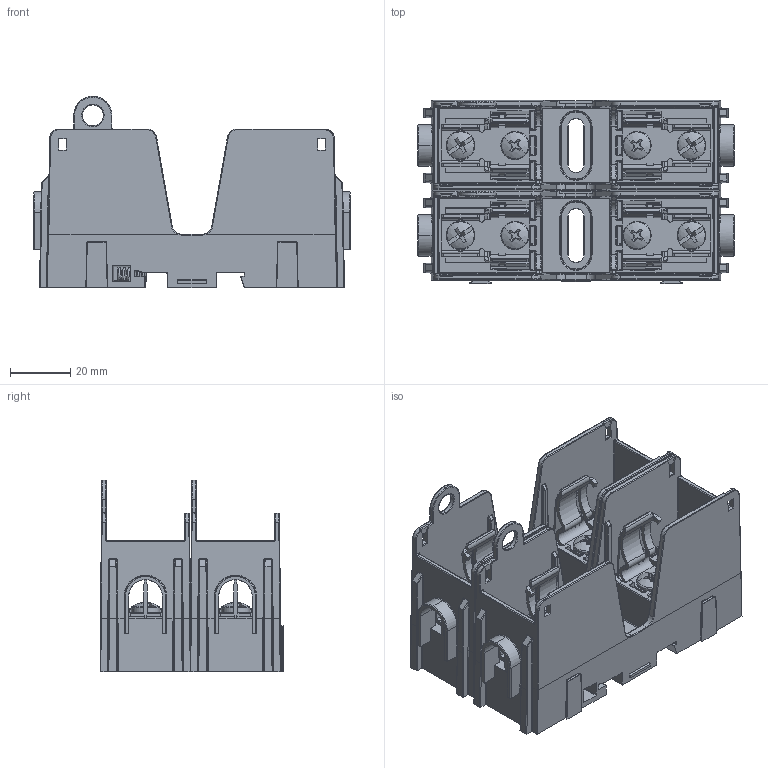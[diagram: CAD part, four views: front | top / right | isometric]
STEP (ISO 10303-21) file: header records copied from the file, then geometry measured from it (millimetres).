
FILE_DESCRIPTION (( 'STEP AP214' ), '1' );
FILE_NAME ('OUT-380445-2.STEP', '2024-02-26T22:11:40', ( '' ), ( '' ), 'SwSTEP 2.0', 'SolidWorks 2021', '' );
FILE_SCHEMA (( 'AUTOMOTIVE_DESIGN' ));
Length unit declared in the file: inch
Products named in the file (9): 280233^OUT-380445; 220034_2022N118; F08936_90272A147; 410046; 330832_OVER CLIP; 370038_WITH REINFORCING SPRING; OUT-380445-2; 360387_WITH REINFORCING SPRING; F08907
Assembly tree (17 placements, depth 3):
  OUT-380445-2
    410046  x2
    360387_WITH REINFORCING SPRING  x4
      370038_WITH REINFORCING SPRING
      330832_OVER CLIP
      F08907
    F08936_90272A147  x4
    220034_2022N118  x2
    280233^OUT-380445  x2
Bounding box: 105.4 x 60.96 x 63.75 mm (x, y, z)
Volume: 116219.1 mm3; surface area: 97085.7 mm2
Topology: 24 solids, 24 shells, 4404 faces, 10630 edges, 6252 vertices
Faces by surface type: plane 1696, cylinder 1594, bspline 372, cone 342, sphere 264, torus 136
Entity records: 57244 total; most frequent: CARTESIAN_POINT 19629, ORIENTED_EDGE 8150, DIRECTION 7485, EDGE_CURVE 4075, AXIS2_PLACEMENT_3D 2632, VERTEX_POINT 2403, VECTOR 2221, LINE 2221
